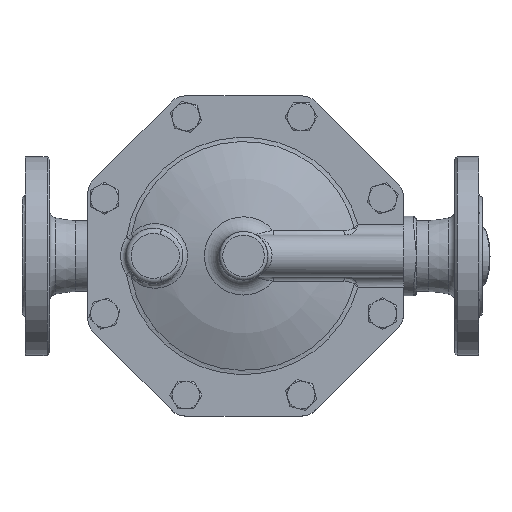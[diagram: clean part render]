
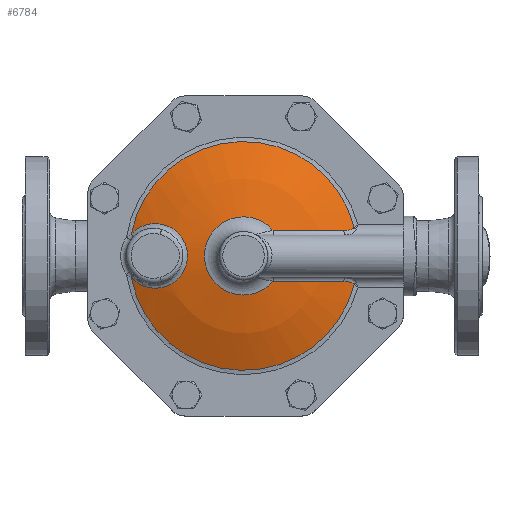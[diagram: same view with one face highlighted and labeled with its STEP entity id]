
A CAD part, top view. The second image highlights one B-rep face of the part: STEP entity #6784.
In plain terms, the highlighted spherical face has radius 160 mm.
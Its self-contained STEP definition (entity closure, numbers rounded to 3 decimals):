
#22=SPHERICAL_SURFACE('',#7379,160.);
#152=B_SPLINE_CURVE_WITH_KNOTS('',3,(#10924,#10925,#10926,#10927,#10928,
#10929,#10930,#10931,#10932,#10933,#10934,#10935,#10936,#10937,#10938,#10939,
#10940,#10941),.UNSPECIFIED.,.F.,.F.,(4,1,1,1,1,1,1,1,1,1,1,1,1,1,1,4),
(-9.4,-8.896,-8.728,-8.057,
-7.386,-7.218,-6.714,-6.043,
-5.371,-4.476,-4.029,-3.357,
-2.686,-1.343,-0.671,0.),.UNSPECIFIED.);
#157=B_SPLINE_CURVE_WITH_KNOTS('',3,(#11021,#11022,#11023,#11024,#11025,
#11026,#11027),.UNSPECIFIED.,.F.,.F.,(4,1,1,1,4),(-0.707,-0.303,
-0.202,-0.101,0.),.UNSPECIFIED.);
#158=B_SPLINE_CURVE_WITH_KNOTS('',3,(#11034,#11035,#11036,#11037,#11038,
#11039,#11040),.UNSPECIFIED.,.F.,.F.,(4,1,1,1,4),(-0.707,-0.606,
-0.505,-0.303,0.),
 .UNSPECIFIED.);
#1671=FACE_OUTER_BOUND('',#2169,.T.);
#2169=EDGE_LOOP('',(#5235,#5236,#5237,#5238,#5239,#5240,#5241,#5242));
#2637=CIRCLE('',#7375,66.072);
#2638=CIRCLE('',#7377,66.072);
#2640=CIRCLE('',#7380,159.321);
#2641=CIRCLE('',#7381,22.588);
#2642=CIRCLE('',#7382,159.321);
#3124=VERTEX_POINT('',#10921);
#3125=VERTEX_POINT('',#10923);
#3129=VERTEX_POINT('',#11000);
#3130=VERTEX_POINT('',#11009);
#3132=VERTEX_POINT('',#11020);
#3133=VERTEX_POINT('',#11028);
#3134=VERTEX_POINT('',#11030);
#3135=VERTEX_POINT('',#11032);
#3902=EDGE_CURVE('',#3124,#3125,#152,.T.);
#3911=EDGE_CURVE('',#3129,#3124,#2637,.T.);
#3912=EDGE_CURVE('',#3125,#3130,#2638,.T.);
#3915=EDGE_CURVE('',#3132,#3129,#157,.T.);
#3916=EDGE_CURVE('',#3133,#3132,#2640,.T.);
#3917=EDGE_CURVE('',#3134,#3133,#2641,.T.);
#3918=EDGE_CURVE('',#3135,#3134,#2642,.T.);
#3919=EDGE_CURVE('',#3130,#3135,#158,.T.);
#5235=ORIENTED_EDGE('',*,*,#3902,.F.);
#5236=ORIENTED_EDGE('',*,*,#3911,.F.);
#5237=ORIENTED_EDGE('',*,*,#3915,.F.);
#5238=ORIENTED_EDGE('',*,*,#3916,.F.);
#5239=ORIENTED_EDGE('',*,*,#3917,.F.);
#5240=ORIENTED_EDGE('',*,*,#3918,.F.);
#5241=ORIENTED_EDGE('',*,*,#3919,.F.);
#5242=ORIENTED_EDGE('',*,*,#3912,.F.);
#6784=ADVANCED_FACE('',(#1671),#22,.T.);
#7375=AXIS2_PLACEMENT_3D('',#11007,#8587,#8588);
#7377=AXIS2_PLACEMENT_3D('',#11010,#8591,#8592);
#7379=AXIS2_PLACEMENT_3D('',#11019,#8595,#8596);
#7380=AXIS2_PLACEMENT_3D('',#11029,#8597,#8598);
#7381=AXIS2_PLACEMENT_3D('',#11031,#8599,#8600);
#7382=AXIS2_PLACEMENT_3D('',#11033,#8601,#8602);
#8587=DIRECTION('center_axis',(0.,0.,
-1.));
#8588=DIRECTION('ref_axis',(-1.,0.,0.));
#8591=DIRECTION('center_axis',(0.,0.,
-1.));
#8592=DIRECTION('ref_axis',(-1.,0.,0.));
#8595=DIRECTION('center_axis',(0.,0.,1.));
#8596=DIRECTION('ref_axis',(1.,0.,0.));
#8597=DIRECTION('center_axis',(0.,1.,0.));
#8598=DIRECTION('ref_axis',(-0.108,0.,-0.994));
#8599=DIRECTION('center_axis',(0.,0.,1.));
#8600=DIRECTION('ref_axis',(-1.,0.,0.));
#8601=DIRECTION('center_axis',(0.,-1.,0.));
#8602=DIRECTION('ref_axis',(-0.108,0.,-0.994));
#10921=CARTESIAN_POINT('',(-64.877,-12.508,17.035));
#10923=CARTESIAN_POINT('',(-64.877,12.508,17.035));
#10924=CARTESIAN_POINT('Ctrl Pts',(-64.877,-12.508,17.035));
#10925=CARTESIAN_POINT('Ctrl Pts',(-63.802,-13.697,
17.412));
#10926=CARTESIAN_POINT('Ctrl Pts',(-62.157,-15.098,
17.986));
#10927=CARTESIAN_POINT('Ctrl Pts',(-58.529,-17.251,
19.244));
#10928=CARTESIAN_POINT('Ctrl Pts',(-54.002,-18.775,
20.802));
#10929=CARTESIAN_POINT('Ctrl Pts',(-49.219,-18.717,
22.423));
#10930=CARTESIAN_POINT('Ctrl Pts',(-45.131,-17.788,
23.797));
#10931=CARTESIAN_POINT('Ctrl Pts',(-41.183,-16.165,
25.114));
#10932=CARTESIAN_POINT('Ctrl Pts',(-36.587,-12.371,
26.631));
#10933=CARTESIAN_POINT('Ctrl Pts',(-32.816,-6.017,27.864));
#10934=CARTESIAN_POINT('Ctrl Pts',(-31.993,0.761,28.132));
#10935=CARTESIAN_POINT('Ctrl Pts',(-33.562,7.25,27.621));
#10936=CARTESIAN_POINT('Ctrl Pts',(-36.556,12.338,26.641));
#10937=CARTESIAN_POINT('Ctrl Pts',(-43.261,17.895,24.43));
#10938=CARTESIAN_POINT('Ctrl Pts',(-51.959,19.465,21.505));
#10939=CARTESIAN_POINT('Ctrl Pts',(-60.022,16.753,18.73));
#10940=CARTESIAN_POINT('Ctrl Pts',(-63.443,14.094,17.538));
#10941=CARTESIAN_POINT('Ctrl Pts',(-64.877,12.508,17.035));
#11000=CARTESIAN_POINT('',(63.991,-16.453,17.035));
#11007=CARTESIAN_POINT('Origin',(0.,0.,
17.035));
#11009=CARTESIAN_POINT('',(63.991,16.453,17.035));
#11010=CARTESIAN_POINT('Origin',(0.,0.,
17.035));
#11019=CARTESIAN_POINT('Origin',(0.,0.,-128.685));
#11020=CARTESIAN_POINT('',(57.965,-14.724,19.717));
#11021=CARTESIAN_POINT('Ctrl Pts',(57.965,-14.724,19.717));
#11022=CARTESIAN_POINT('Ctrl Pts',(59.197,-14.724,19.236));
#11023=CARTESIAN_POINT('Ctrl Pts',(60.762,-14.858,18.589));
#11024=CARTESIAN_POINT('Ctrl Pts',(62.494,-15.416,17.797));
#11025=CARTESIAN_POINT('Ctrl Pts',(63.315,-15.815,17.402));
#11026=CARTESIAN_POINT('Ctrl Pts',(63.8,-16.207,17.147));
#11027=CARTESIAN_POINT('Ctrl Pts',(63.991,-16.453,17.035));
#11028=CARTESIAN_POINT('',(17.13,-14.724,29.712));
#11029=CARTESIAN_POINT('Origin',(0.,-14.724,
-128.685));
#11030=CARTESIAN_POINT('',(17.13,14.724,29.712));
#11031=CARTESIAN_POINT('Origin',(0.,0.,
29.712));
#11032=CARTESIAN_POINT('',(57.965,14.724,19.717));
#11033=CARTESIAN_POINT('Origin',(0.,14.724,-128.685));
#11034=CARTESIAN_POINT('Ctrl Pts',(63.991,16.453,17.035));
#11035=CARTESIAN_POINT('Ctrl Pts',(63.8,16.207,17.147));
#11036=CARTESIAN_POINT('Ctrl Pts',(63.316,15.814,17.402));
#11037=CARTESIAN_POINT('Ctrl Pts',(62.22,15.285,17.929));
#11038=CARTESIAN_POINT('Ctrl Pts',(60.447,14.832,18.72));
#11039=CARTESIAN_POINT('Ctrl Pts',(58.889,14.724,19.357));
#11040=CARTESIAN_POINT('Ctrl Pts',(57.965,14.724,19.717));
